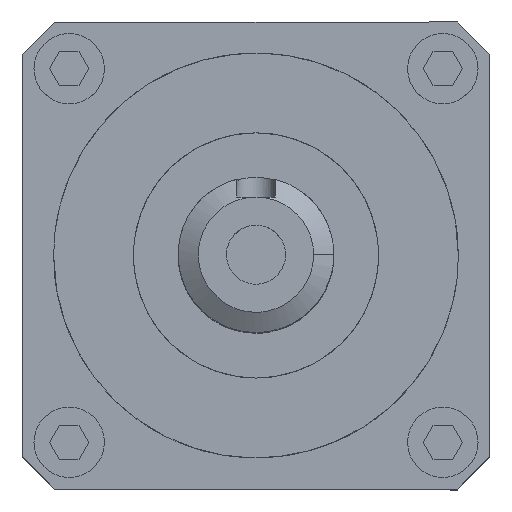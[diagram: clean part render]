
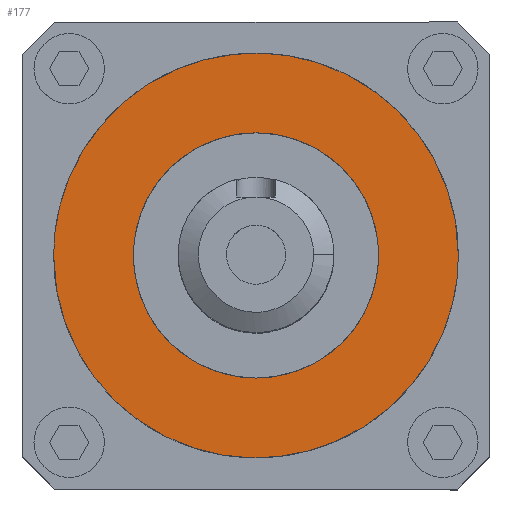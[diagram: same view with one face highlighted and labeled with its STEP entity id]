
A CAD part, top view. The second image highlights one B-rep face of the part: STEP entity #177.
In plain terms, the highlighted planar face has unit normal (0, 0, 1).
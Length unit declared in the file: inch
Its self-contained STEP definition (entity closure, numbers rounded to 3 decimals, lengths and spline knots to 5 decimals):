
#40=FACE_BOUND($,#570,.T.);
#177=ADVANCED_FACE($,(#369,#40),#2313,.T.);
#369=FACE_OUTER_BOUND($,#569,.T.);
#569=EDGE_LOOP($,(#1142,#1143));
#570=EDGE_LOOP($,(#1144,#1145));
#1142=ORIENTED_EDGE($,*,*,#1774,.T.);
#1143=ORIENTED_EDGE($,*,*,#1847,.T.);
#1144=ORIENTED_EDGE($,*,*,#1815,.T.);
#1145=ORIENTED_EDGE($,*,*,#1859,.T.);
#1774=EDGE_CURVE($,#2125,#2171,#2528,.T.);
#1815=EDGE_CURVE($,#2150,#2179,#2546,.T.);
#1847=EDGE_CURVE($,#2171,#2125,#2567,.T.);
#1859=EDGE_CURVE($,#2179,#2150,#2575,.T.);
#2125=VERTEX_POINT($,#5306);
#2150=VERTEX_POINT($,#5331);
#2171=VERTEX_POINT($,#5352);
#2179=VERTEX_POINT($,#5360);
#2313=PLANE($,#3025);
#2528=(
BOUNDED_CURVE()
B_SPLINE_CURVE(2,(#4602,#4603,#4604,#4605,#4606),.UNSPECIFIED.,.F.,.F.)
B_SPLINE_CURVE_WITH_KNOTS((3,2,3),(-4.08335,-3.06251,-2.04168),
.UNSPECIFIED.)
CURVE()
GEOMETRIC_REPRESENTATION_ITEM()
RATIONAL_B_SPLINE_CURVE((1.,0.707,1.,0.707,1.))
REPRESENTATION_ITEM($)
);
#2546=(
BOUNDED_CURVE()
B_SPLINE_CURVE(2,(#4740,#4741,#4742,#4743,#4744),.UNSPECIFIED.,.F.,.F.)
B_SPLINE_CURVE_WITH_KNOTS((3,2,3),(-2.47316,-1.85487,-1.23658),
.UNSPECIFIED.)
CURVE()
GEOMETRIC_REPRESENTATION_ITEM()
RATIONAL_B_SPLINE_CURVE((1.,0.707,1.,0.707,1.))
REPRESENTATION_ITEM($)
);
#2567=(
BOUNDED_CURVE()
B_SPLINE_CURVE(2,(#4867,#4868,#4869,#4870,#4871),.UNSPECIFIED.,.F.,.F.)
B_SPLINE_CURVE_WITH_KNOTS((3,2,3),(-2.04168,-1.02084,0.),
.UNSPECIFIED.)
CURVE()
GEOMETRIC_REPRESENTATION_ITEM()
RATIONAL_B_SPLINE_CURVE((1.,0.707,1.,0.707,1.))
REPRESENTATION_ITEM($)
);
#2575=(
BOUNDED_CURVE()
B_SPLINE_CURVE(2,(#4915,#4916,#4917,#4918,#4919),.UNSPECIFIED.,.F.,.F.)
B_SPLINE_CURVE_WITH_KNOTS((3,2,3),(-1.23658,-0.61829,
0.),.UNSPECIFIED.)
CURVE()
GEOMETRIC_REPRESENTATION_ITEM()
RATIONAL_B_SPLINE_CURVE((1.,0.707,1.,0.707,1.))
REPRESENTATION_ITEM($)
);
#3025=AXIS2_PLACEMENT_3D($,#5026,#3111,$);
#3111=DIRECTION($,(0.,0.,1.));
#4602=CARTESIAN_POINT($,(0.65,0.,1.9));
#4603=CARTESIAN_POINT($,(0.65,0.65,1.9));
#4604=CARTESIAN_POINT($,(0.,0.65,1.9));
#4605=CARTESIAN_POINT($,(-0.65,0.65,1.9));
#4606=CARTESIAN_POINT($,(-0.65,0.,1.9));
#4740=CARTESIAN_POINT($,(0.,0.3937,1.9));
#4741=CARTESIAN_POINT($,(0.3937,0.3937,1.9));
#4742=CARTESIAN_POINT($,(0.3937,0.,1.9));
#4743=CARTESIAN_POINT($,(0.3937,-0.3937,1.9));
#4744=CARTESIAN_POINT($,(0.,-0.3937,1.9));
#4867=CARTESIAN_POINT($,(-0.65,0.,1.9));
#4868=CARTESIAN_POINT($,(-0.65,-0.65,1.9));
#4869=CARTESIAN_POINT($,(0.,-0.65,1.9));
#4870=CARTESIAN_POINT($,(0.65,-0.65,1.9));
#4871=CARTESIAN_POINT($,(0.65,0.,1.9));
#4915=CARTESIAN_POINT($,(0.,-0.3937,1.9));
#4916=CARTESIAN_POINT($,(-0.3937,-0.3937,1.9));
#4917=CARTESIAN_POINT($,(-0.3937,0.,1.9));
#4918=CARTESIAN_POINT($,(-0.3937,0.3937,1.9));
#4919=CARTESIAN_POINT($,(0.,0.3937,1.9));
#5026=CARTESIAN_POINT($,(-0.663,0.663,1.9));
#5306=CARTESIAN_POINT($,(0.65,0.,1.9));
#5331=CARTESIAN_POINT($,(0.,0.3937,1.9));
#5352=CARTESIAN_POINT($,(-0.65,0.,1.9));
#5360=CARTESIAN_POINT($,(0.,-0.3937,1.9));
